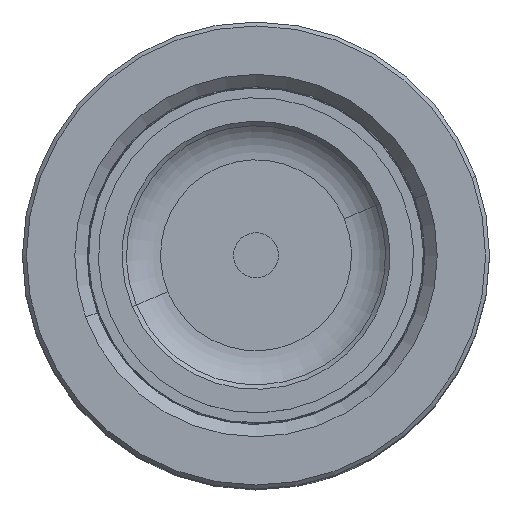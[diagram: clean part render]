
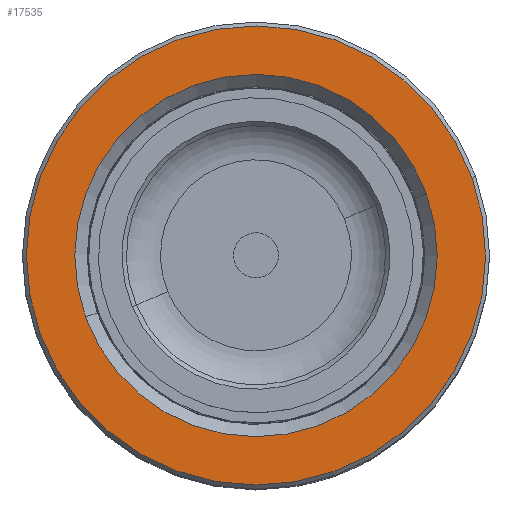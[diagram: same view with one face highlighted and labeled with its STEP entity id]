
A CAD part, top view. The second image highlights one B-rep face of the part: STEP entity #17535.
In plain terms, the highlighted planar face has unit normal (0, 0, 1).
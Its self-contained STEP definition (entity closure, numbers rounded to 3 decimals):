
#100 = CIRCLE ( 'NONE', #47309, 32.2 ) ;
#3699 = CIRCLE ( 'NONE', #4164, 40.8 ) ;
#4164 = AXIS2_PLACEMENT_3D ( 'NONE', #48298, #7425, #32343 ) ;
#7425 = DIRECTION ( 'NONE',  ( 0., 0., 1. ) ) ;
#7730 = DIRECTION ( 'NONE',  ( 1., 0., 0. ) ) ;
#9060 = AXIS2_PLACEMENT_3D ( 'NONE', #25435, #17134, #13411 ) ;
#12038 = CIRCLE ( 'NONE', #9060, 40.8 ) ;
#13411 = DIRECTION ( 'NONE',  ( 1., 0., 0. ) ) ;
#14436 = EDGE_CURVE ( 'NONE', #47098, #52219, #22167, .T. ) ;
#15104 = ORIENTED_EDGE ( 'NONE', *, *, #18405, .T. ) ;
#16246 = CARTESIAN_POINT ( 'NONE',  ( 0., 0., 100. ) ) ;
#17048 = AXIS2_PLACEMENT_3D ( 'NONE', #16246, #19788, #48104 ) ;
#17134 = DIRECTION ( 'NONE',  ( 0., 0., 1. ) ) ;
#17535 = ADVANCED_FACE ( 'NONE', ( #30282, #37950 ), #36217, .T. ) ;
#17729 = AXIS2_PLACEMENT_3D ( 'NONE', #36762, #23999, #7730 ) ;
#17958 = CARTESIAN_POINT ( 'NONE',  ( -32.2, 0., 100. ) ) ;
#18405 = EDGE_CURVE ( 'NONE', #43705, #35978, #3699, .T. ) ;
#19058 = CARTESIAN_POINT ( 'NONE',  ( 40.8, 0., 100. ) ) ;
#19788 = DIRECTION ( 'NONE',  ( 0., 0., -1. ) ) ;
#22167 = CIRCLE ( 'NONE', #17048, 32.2 ) ;
#22255 = EDGE_LOOP ( 'NONE', ( #15104, #32393 ) ) ;
#23999 = DIRECTION ( 'NONE',  ( 0., 0., 1. ) ) ;
#25435 = CARTESIAN_POINT ( 'NONE',  ( 0., 0., 100. ) ) ;
#25837 = EDGE_LOOP ( 'NONE', ( #28004, #51059 ) ) ;
#28004 = ORIENTED_EDGE ( 'NONE', *, *, #14436, .T. ) ;
#30282 = FACE_OUTER_BOUND ( 'NONE', #22255, .T. ) ;
#30916 = DIRECTION ( 'NONE',  ( 0., 0., -1. ) ) ;
#32343 = DIRECTION ( 'NONE',  ( 1., 0., 0. ) ) ;
#32393 = ORIENTED_EDGE ( 'NONE', *, *, #47073, .T. ) ;
#33390 = CARTESIAN_POINT ( 'NONE',  ( 32.2, 0., 100. ) ) ;
#35978 = VERTEX_POINT ( 'NONE', #19058 ) ;
#36217 = PLANE ( 'NONE',  #17729 ) ;
#36762 = CARTESIAN_POINT ( 'NONE',  ( 0., 0., 100. ) ) ;
#37950 = FACE_BOUND ( 'NONE', #25837, .T. ) ;
#38844 = CARTESIAN_POINT ( 'NONE',  ( -40.8, 0., 100. ) ) ;
#43328 = CARTESIAN_POINT ( 'NONE',  ( 0., 0., 100. ) ) ;
#43705 = VERTEX_POINT ( 'NONE', #38844 ) ;
#45456 = EDGE_CURVE ( 'NONE', #52219, #47098, #100, .T. ) ;
#47073 = EDGE_CURVE ( 'NONE', #35978, #43705, #12038, .T. ) ;
#47098 = VERTEX_POINT ( 'NONE', #33390 ) ;
#47309 = AXIS2_PLACEMENT_3D ( 'NONE', #43328, #30916, #51642 ) ;
#48104 = DIRECTION ( 'NONE',  ( 1., 0., 0. ) ) ;
#48298 = CARTESIAN_POINT ( 'NONE',  ( 0., 0., 100. ) ) ;
#51059 = ORIENTED_EDGE ( 'NONE', *, *, #45456, .T. ) ;
#51642 = DIRECTION ( 'NONE',  ( 1., 0., 0. ) ) ;
#52219 = VERTEX_POINT ( 'NONE', #17958 ) ;
